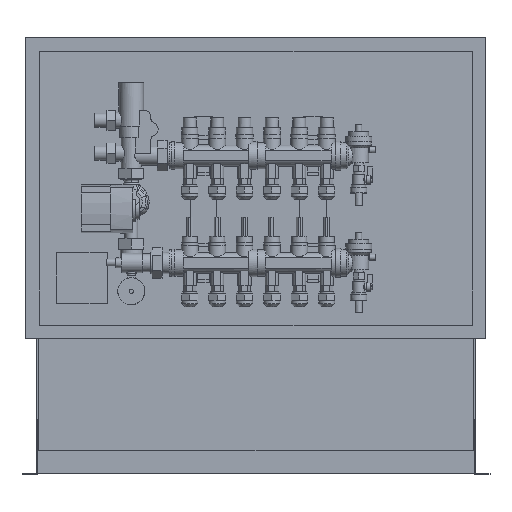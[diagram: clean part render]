
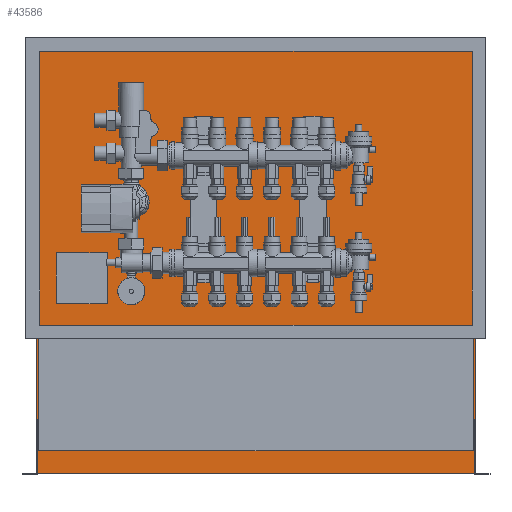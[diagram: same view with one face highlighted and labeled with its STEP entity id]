
A CAD part, top view. The second image highlights one B-rep face of the part: STEP entity #43586.
In plain terms, the highlighted planar face has unit normal (0, 0, 1).
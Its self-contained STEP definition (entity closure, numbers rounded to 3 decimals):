
#43324=CARTESIAN_POINT('Control Point',(-280.,-580.53,-111.)) ;
#43325=CARTESIAN_POINT('Control Point',(522.,-580.53,-111.)) ;
#43326=CARTESIAN_POINT('Vertex',(-280.,-580.53,-111.)) ;
#43328=CARTESIAN_POINT('Vertex',(522.,-580.53,-111.)) ;
#43376=CARTESIAN_POINT('Vertex',(522.,-577.53,-111.)) ;
#43380=CARTESIAN_POINT('Control Point',(522.,-580.53,-111.)) ;
#43381=CARTESIAN_POINT('Control Point',(522.,-577.53,-111.)) ;
#43461=CARTESIAN_POINT('Control Point',(-280.,-577.53,-111.)) ;
#43462=CARTESIAN_POINT('Control Point',(-280.,-580.53,-111.)) ;
#43463=CARTESIAN_POINT('Vertex',(-280.,-577.53,-111.)) ;
#43538=CARTESIAN_POINT('Axis2P3D Location',(-280.,-580.53,-111.)) ;
#43543=CARTESIAN_POINT('Line Origine',(121.,191.47,-111.)) ;
#43547=CARTESIAN_POINT('Vertex',(521.1,191.47,-111.)) ;
#43549=CARTESIAN_POINT('Vertex',(-279.1,191.47,-111.)) ;
#43552=CARTESIAN_POINT('Line Origine',(-279.1,-193.03,-111.)) ;
#43556=CARTESIAN_POINT('Vertex',(-279.1,-577.53,-111.)) ;
#43559=CARTESIAN_POINT('Line Origine',(-279.55,-577.53,-111.)) ;
#43564=CARTESIAN_POINT('Line Origine',(521.55,-577.53,-111.)) ;
#43568=CARTESIAN_POINT('Vertex',(521.1,-577.53,-111.)) ;
#43571=CARTESIAN_POINT('Line Origine',(521.1,-193.03,-111.)) ;
#43545=VECTOR('Line Direction',#43544,1.) ;
#43554=VECTOR('Line Direction',#43553,1.) ;
#43561=VECTOR('Line Direction',#43560,1.) ;
#43566=VECTOR('Line Direction',#43565,1.) ;
#43573=VECTOR('Line Direction',#43572,1.) ;
#43539=DIRECTION('Axis2P3D Direction',(0.,0.,1.)) ;
#43540=DIRECTION('Axis2P3D XDirection',(1.,0.,0.)) ;
#43544=DIRECTION('Vector Direction',(-1.,0.,0.)) ;
#43553=DIRECTION('Vector Direction',(0.,1.,0.)) ;
#43560=DIRECTION('Vector Direction',(1.,0.,0.)) ;
#43565=DIRECTION('Vector Direction',(-1.,0.,0.)) ;
#43572=DIRECTION('Vector Direction',(0.,1.,0.)) ;
#43541=AXIS2_PLACEMENT_3D('Plane Axis2P3D',#43538,#43539,#43540) ;
#43546=LINE('Line',#43543,#43545) ;
#43555=LINE('Line',#43552,#43554) ;
#43562=LINE('Line',#43559,#43561) ;
#43567=LINE('Line',#43564,#43566) ;
#43574=LINE('Line',#43571,#43573) ;
#43542=PLANE('',#43541) ;
#43330=EDGE_CURVE('',#43327,#43329,#43323,.T.) ;
#43382=EDGE_CURVE('',#43329,#43377,#43379,.T.) ;
#43465=EDGE_CURVE('',#43464,#43327,#43460,.T.) ;
#43551=EDGE_CURVE('',#43548,#43550,#43546,.T.) ;
#43558=EDGE_CURVE('',#43557,#43550,#43555,.T.) ;
#43563=EDGE_CURVE('',#43464,#43557,#43562,.T.) ;
#43570=EDGE_CURVE('',#43377,#43569,#43567,.T.) ;
#43575=EDGE_CURVE('',#43569,#43548,#43574,.T.) ;
#43577=ORIENTED_EDGE('',*,*,#43551,.T.) ;
#43578=ORIENTED_EDGE('',*,*,#43558,.F.) ;
#43579=ORIENTED_EDGE('',*,*,#43563,.F.) ;
#43580=ORIENTED_EDGE('',*,*,#43465,.T.) ;
#43581=ORIENTED_EDGE('',*,*,#43330,.T.) ;
#43582=ORIENTED_EDGE('',*,*,#43382,.T.) ;
#43583=ORIENTED_EDGE('',*,*,#43570,.T.) ;
#43584=ORIENTED_EDGE('',*,*,#43575,.T.) ;
#43576=EDGE_LOOP('',(#43577,#43578,#43579,#43580,#43581,#43582,#43583,#43584)) ;
#43327=VERTEX_POINT('',#43326) ;
#43329=VERTEX_POINT('',#43328) ;
#43377=VERTEX_POINT('',#43376) ;
#43464=VERTEX_POINT('',#43463) ;
#43548=VERTEX_POINT('',#43547) ;
#43550=VERTEX_POINT('',#43549) ;
#43557=VERTEX_POINT('',#43556) ;
#43569=VERTEX_POINT('',#43568) ;
#43586=ADVANCED_FACE('Solid1',(#43585),#43542,.T.) ;
#43323=B_SPLINE_CURVE_WITH_KNOTS('',1,(#43324,#43325),.UNSPECIFIED.,.F.,.U.,(2,2),(0.,802.),.UNSPECIFIED.) ;
#43379=B_SPLINE_CURVE_WITH_KNOTS('',1,(#43380,#43381),.UNSPECIFIED.,.F.,.U.,(2,2),(0.,3.),.UNSPECIFIED.) ;
#43460=B_SPLINE_CURVE_WITH_KNOTS('',1,(#43461,#43462),.UNSPECIFIED.,.F.,.U.,(2,2),(770.,773.),.UNSPECIFIED.) ;
#43585=FACE_OUTER_BOUND('',#43576,.T.) ;
